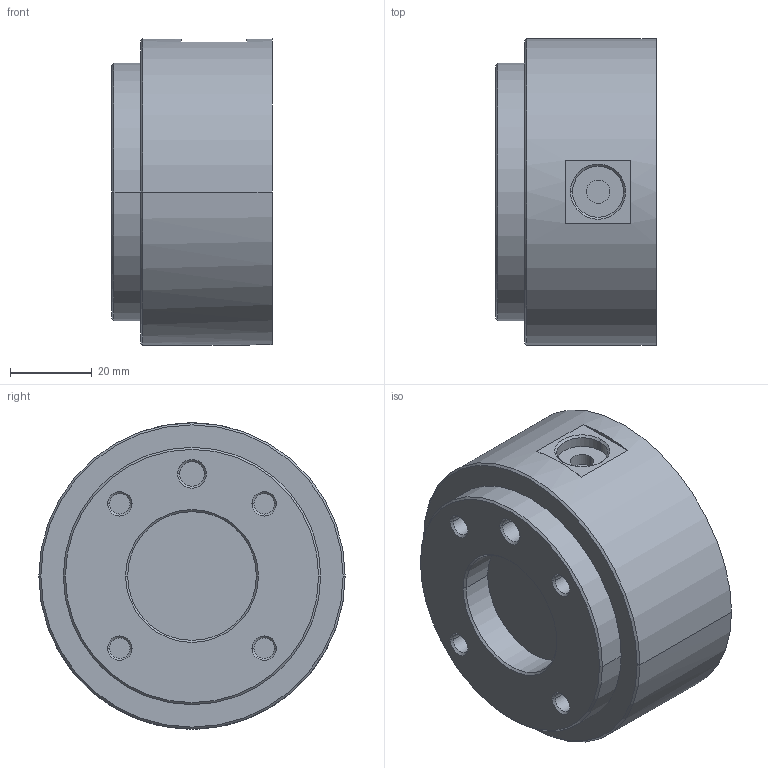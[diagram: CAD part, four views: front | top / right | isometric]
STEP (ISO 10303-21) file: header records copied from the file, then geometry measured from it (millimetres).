
FILE_DESCRIPTION (( 'STEP AP203' ), '1' );
FILE_NAME ('i10_38_Default_sldprt.STEP', '2023-11-12T11:46:31', ( '' ), ( '' ), 'SwSTEP 2.0', 'SolidWorks 2021', '' );
FILE_SCHEMA (( 'CONFIG_CONTROL_DESIGN' ));
Length unit declared in the file: millimetre
Products named in the file (1): i10_38_Default_sldprt
Bounding box: 39.2 x 75 x 75 mm (x, y, z)
Volume: 133906.1 mm3; surface area: 20411.8 mm2
Topology: 1 solids, 1 shells, 69 faces, 150 edges, 94 vertices
Faces by surface type: cylinder 29, plane 22, cone 18
Entity records: 2118 total; most frequent: CARTESIAN_POINT 459, DIRECTION 365, ORIENTED_EDGE 300, EDGE_CURVE 150, AXIS2_PLACEMENT_3D 148, VERTEX_POINT 94, EDGE_LOOP 82, CIRCLE 78
